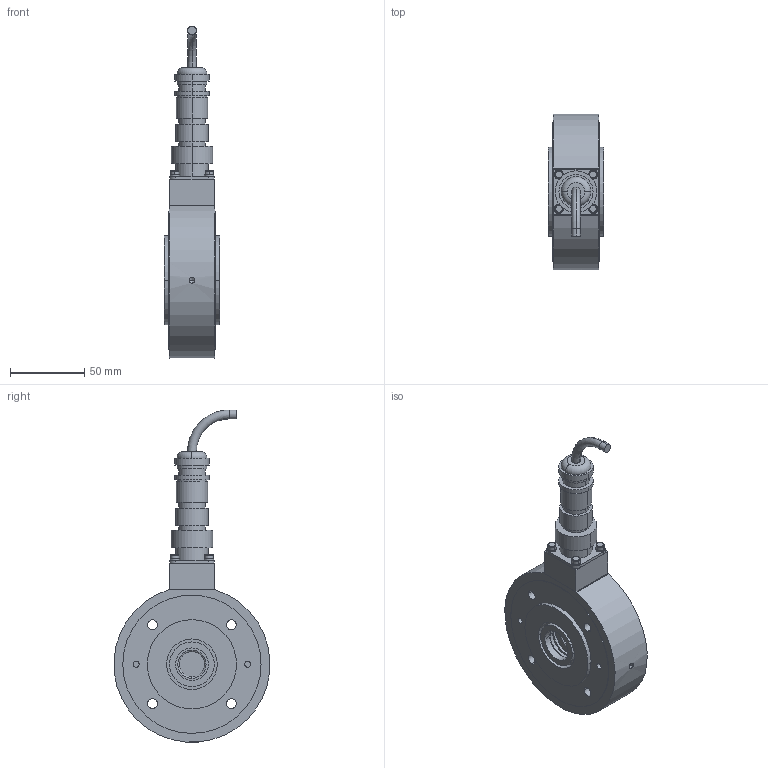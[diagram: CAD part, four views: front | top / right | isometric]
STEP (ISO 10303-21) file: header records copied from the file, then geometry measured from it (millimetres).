
FILE_DESCRIPTION((''),'2;1');
FILE_NAME('50017.stp','2007-09-21T14:49:21',(''),(''),'Mechanical Desktop 2007','Mechanical Desktop 2007',', , ');
FILE_SCHEMA(('CONFIG_CONTROL_DESIGN'));
Length unit declared in the file: millimetre
Products named in the file (26): ZEICHNUNG4; L50017; L4795904; L47958; L47958A; L47957; L47957A; L49026; TEIL1; I-6KT_SCHRAUBE_M5X25_NKA; I-6KT_SCHRAUBE_M5X25_NK; I-6KT_SCHRAUBE_M3X25A; I-6KT_SCHRAUBE_M3X25; FEDERRING_M3A; FEDERRING_M3; V_RING_V22AA; V_RING_V22A; PENDELKUGELLAGER_1203TVA; PENDELKUGELLAGER_1203TV; SICHERUNGSRING_J40A; SICHERUNGSRING_J40; KABELDOSE_PG_AMPH_4-POL; KABELDOSE_PG_AMPH_4-POLA; L4340302; TEIL1A; RM_SDB
Assembly tree (35 placements, depth 4):
  ZEICHNUNG4
    L50017
      L4795904
      L47958
        L47958A
      L47957
        L47957A
      L49026
        TEIL1
      I-6KT_SCHRAUBE_M5X25_NKA  x2
        I-6KT_SCHRAUBE_M5X25_NK
      I-6KT_SCHRAUBE_M3X25A  x4
        I-6KT_SCHRAUBE_M3X25
      FEDERRING_M3A  x4
        FEDERRING_M3
      V_RING_V22AA
        V_RING_V22A
      PENDELKUGELLAGER_1203TVA
        PENDELKUGELLAGER_1203TV
      SICHERUNGSRING_J40A
        SICHERUNGSRING_J40
      KABELDOSE_PG_AMPH_4-POL
        KABELDOSE_PG_AMPH_4-POLA
      L4340302  x2
        TEIL1A
    RM_SDB  x3
Bounding box: 37.2 x 104.91 x 223.31 mm (x, y, z)
Volume: 294291 mm3; surface area: 104711.6 mm2
Topology: 20 solids, 20 shells, 372 faces, 874 edges, 581 vertices
Faces by surface type: cylinder 225, plane 101, torus 24, cone 20, bspline 2
Entity records: 9925 total; most frequent: CARTESIAN_POINT 1855, DIRECTION 1770, ORIENTED_EDGE 1356, AXIS2_PLACEMENT_3D 767, EDGE_CURVE 678, VERTEX_POINT 453, CIRCLE 424, EDGE_LOOP 409
